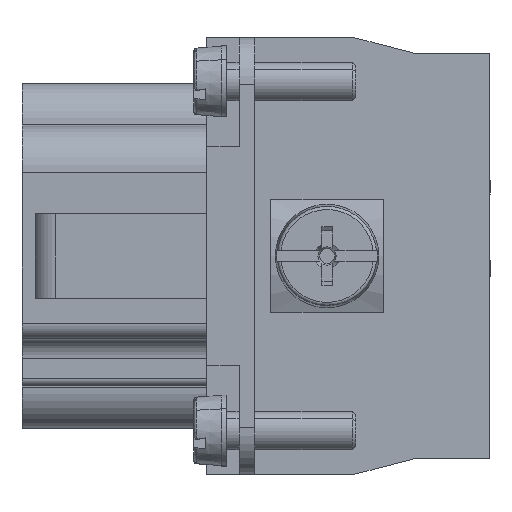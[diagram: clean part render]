
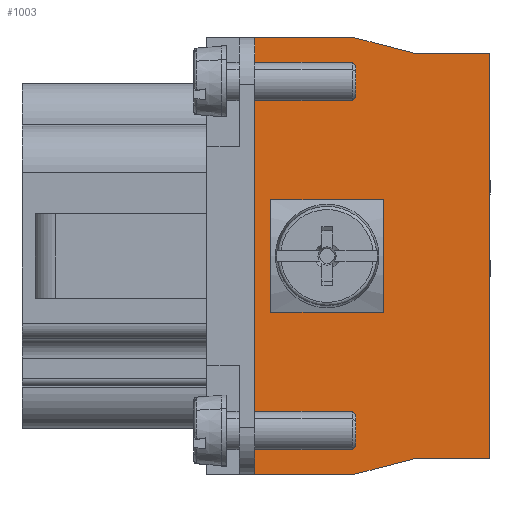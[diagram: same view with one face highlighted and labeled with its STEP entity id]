
A CAD part, left-side view. The second image highlights one B-rep face of the part: STEP entity #1003.
In plain terms, the highlighted planar face has unit normal (-1, 0, 0).
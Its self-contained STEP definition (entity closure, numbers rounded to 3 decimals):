
#393=PLANE('',#9658);
#689=FACE_BOUND('',#2229,.T.);
#690=FACE_BOUND('',#2230,.T.);
#1003=ADVANCED_FACE('',(#689,#690),#393,.T.);
#2229=EDGE_LOOP('',(#4394));
#2230=EDGE_LOOP('',(#4395,#4396,#4397,#4398,#4399,#4400,#4401,#4402));
#2991=LINE('',#13409,#3669);
#2994=LINE('',#13417,#3672);
#2995=LINE('',#13419,#3673);
#2996=LINE('',#13421,#3674);
#2997=LINE('',#13423,#3675);
#2998=LINE('',#13425,#3676);
#2999=LINE('',#13427,#3677);
#3000=LINE('',#13429,#3678);
#3669=VECTOR('',#10724,1.);
#3672=VECTOR('',#10731,1.);
#3673=VECTOR('',#10732,1.);
#3674=VECTOR('',#10733,1.);
#3675=VECTOR('',#10734,1.);
#3676=VECTOR('',#10735,1.);
#3677=VECTOR('',#10736,1.);
#3678=VECTOR('',#10737,1.);
#4394=ORIENTED_EDGE('',*,*,#7920,.F.);
#4395=ORIENTED_EDGE('',*,*,#7921,.F.);
#4396=ORIENTED_EDGE('',*,*,#7917,.F.);
#4397=ORIENTED_EDGE('',*,*,#7922,.F.);
#4398=ORIENTED_EDGE('',*,*,#7923,.T.);
#4399=ORIENTED_EDGE('',*,*,#7924,.T.);
#4400=ORIENTED_EDGE('',*,*,#7925,.F.);
#4401=ORIENTED_EDGE('',*,*,#7926,.F.);
#4402=ORIENTED_EDGE('',*,*,#7927,.T.);
#6987=VERTEX_POINT('',#13408);
#6988=VERTEX_POINT('',#13410);
#6990=VERTEX_POINT('',#13416);
#6991=VERTEX_POINT('',#13418);
#6992=VERTEX_POINT('',#13420);
#6993=VERTEX_POINT('',#13422);
#6994=VERTEX_POINT('',#13424);
#6995=VERTEX_POINT('',#13426);
#6996=VERTEX_POINT('',#13428);
#7917=EDGE_CURVE('',#6987,#6988,#2991,.T.);
#7920=EDGE_CURVE('',#6990,#6990,#9212,.T.);
#7921=EDGE_CURVE('',#6988,#6991,#2994,.T.);
#7922=EDGE_CURVE('',#6992,#6987,#2995,.T.);
#7923=EDGE_CURVE('',#6992,#6993,#2996,.T.);
#7924=EDGE_CURVE('',#6993,#6994,#2997,.T.);
#7925=EDGE_CURVE('',#6995,#6994,#2998,.T.);
#7926=EDGE_CURVE('',#6996,#6995,#2999,.T.);
#7927=EDGE_CURVE('',#6996,#6991,#3000,.T.);
#9212=CIRCLE('',#9657,2.);
#9657=AXIS2_PLACEMENT_3D('',#13415,#10729,#10730);
#9658=AXIS2_PLACEMENT_3D('',#13430,#10738,#10739);
#10724=DIRECTION('',(0.,0.,1.));
#10729=DIRECTION('',(-1.,0.,0.));
#10730=DIRECTION('',(0.,0.,1.));
#10731=DIRECTION('',(0.,-1.,0.));
#10732=DIRECTION('',(0.,1.,0.));
#10733=DIRECTION('',(0.,-0.968,0.25));
#10734=DIRECTION('',(0.,-1.,0.));
#10735=DIRECTION('',(0.,0.,-1.));
#10736=DIRECTION('',(0.,-1.,0.));
#10737=DIRECTION('',(0.,0.968,0.25));
#10738=DIRECTION('',(-1.,0.,0.));
#10739=DIRECTION('',(0.,0.,-1.));
#13408=CARTESIAN_POINT('',(-21.902,-5.91,-24.258));
#13409=CARTESIAN_POINT('',(-21.902,-5.91,-24.258));
#13410=CARTESIAN_POINT('',(-21.902,-5.91,9.542));
#13415=CARTESIAN_POINT('',(-21.902,-11.51,-7.358));
#13416=CARTESIAN_POINT('',(-21.902,-11.51,-5.358));
#13417=CARTESIAN_POINT('',(-21.902,-4.71,9.542));
#13418=CARTESIAN_POINT('',(-21.902,-13.569,9.542));
#13419=CARTESIAN_POINT('',(-21.902,-7.31,-24.258));
#13420=CARTESIAN_POINT('',(-21.902,-13.569,-24.258));
#13421=CARTESIAN_POINT('',(-21.902,-15.31,-23.808));
#13422=CARTESIAN_POINT('',(-21.902,-18.21,-23.058));
#13423=CARTESIAN_POINT('',(-21.902,-24.21,-23.058));
#13424=CARTESIAN_POINT('',(-21.902,-24.11,-23.058));
#13425=CARTESIAN_POINT('',(-21.902,-24.11,-24.058));
#13426=CARTESIAN_POINT('',(-21.902,-24.11,8.342));
#13427=CARTESIAN_POINT('',(-21.902,-24.41,8.342));
#13428=CARTESIAN_POINT('',(-21.902,-18.21,8.342));
#13429=CARTESIAN_POINT('',(-21.902,-18.21,8.342));
#13430=CARTESIAN_POINT('',(-21.902,-4.71,9.542));
